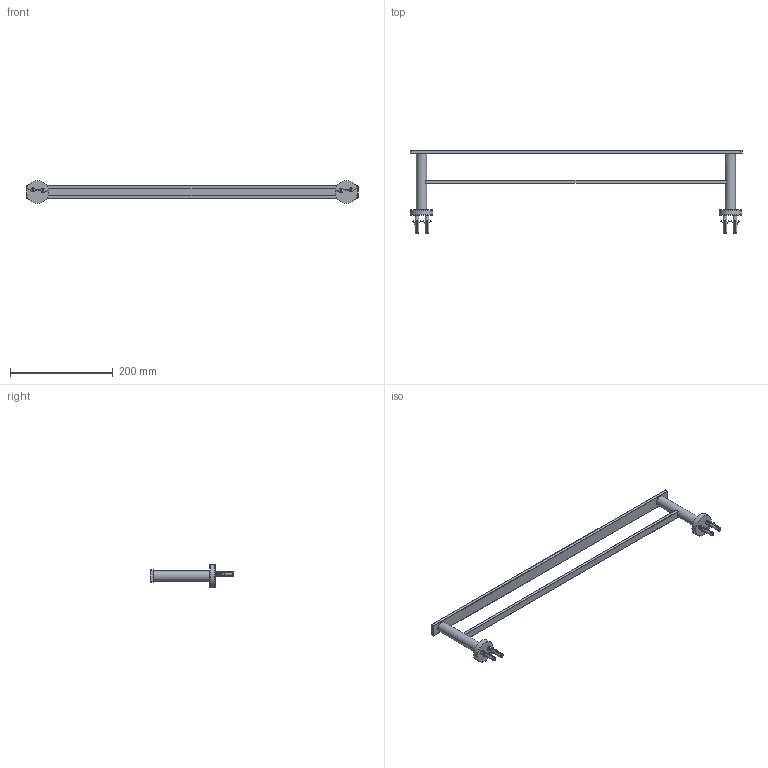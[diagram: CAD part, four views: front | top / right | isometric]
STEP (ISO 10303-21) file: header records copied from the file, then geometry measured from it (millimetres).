
FILE_DESCRIPTION(/* description */ (''),/* implementation_level */ '2;1');
FILE_NAME(/* name */ 'PX6 3D.stp',/* time_stamp */ '2021-03-15T10:19:00-04:00',/* author */ ('fbrousse'),/* organization */ (''),/* preprocessor_version */ 'ST-DEVELOPER v17',/* originating_system */ 'Autodesk Inventor 2018',/* authorisation */ '');
FILE_SCHEMA (('CONFIG_CONTROL_DESIGN'));
Length unit declared in the file: millimetre
Products named in the file (1): PX6_Shrinkwrap_1
Bounding box: 645 x 162.25 x 44 mm (x, y, z)
Volume: 246570.7 mm3; surface area: 89007.3 mm2
Topology: 1 solids, 1 shells, 800 faces, 2338 edges, 1536 vertices
Faces by surface type: cylinder 366, bspline 278, plane 118, torus 20, cone 10, sphere 8
Full cylindrical faces by diameter (mm): 2.95 x28, 4 x28, 4.5 x4, 7.5 x4, 20 x2, 44 x2
Entity records: 43692 total; most frequent: CARTESIAN_POINT 24776, ORIENTED_EDGE 4668, DIRECTION 2368, EDGE_CURVE 2334, VERTEX_POINT 1536, B_SPLINE_CURVE_WITH_KNOTS 1232, LINE 834, VECTOR 834
